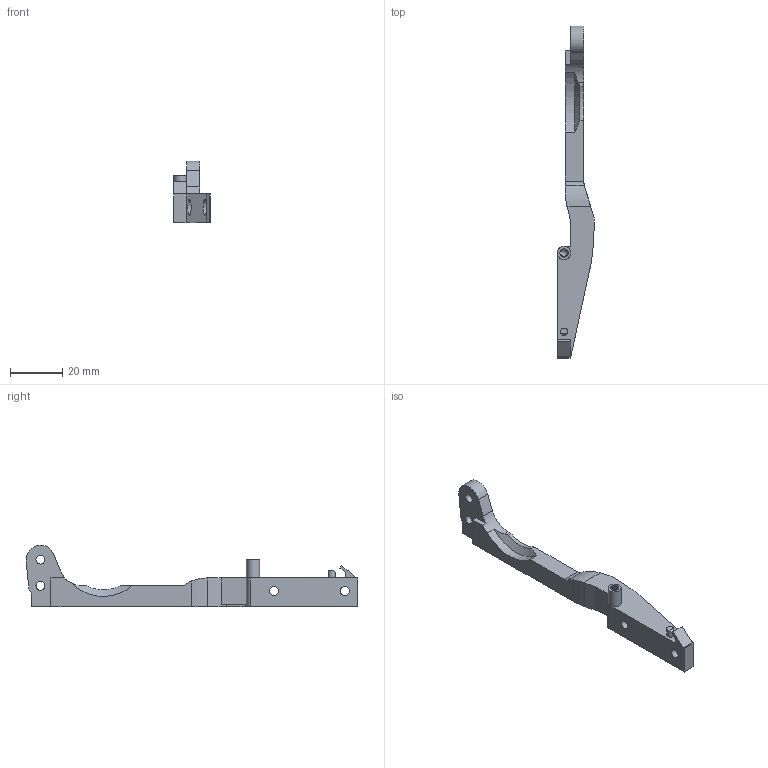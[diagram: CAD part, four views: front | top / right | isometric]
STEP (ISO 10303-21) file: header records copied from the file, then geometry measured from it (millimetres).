
FILE_DESCRIPTION(('FreeCAD Model'),'2;1');
FILE_NAME('Open CASCADE Shape Model','2024-04-21T16:37:12',(''),(''), 'Open CASCADE STEP processor 7.6','FreeCAD','Unknown');
FILE_SCHEMA(('AUTOMOTIVE_DESIGN { 1 0 10303 214 1 1 1 1 }'));
Length unit declared in the file: millimetre
Products named in the file (1): Pocket053032719
Bounding box: 14.08 x 126.49 x 23.5 mm (x, y, z)
Volume: 10126.7 mm3; surface area: 5689.8 mm2
Topology: 1 solids, 1 shells, 194 faces, 448 edges, 256 vertices
Faces by surface type: bspline 99, cylinder 55, plane 33, cone 7
Full cylindrical faces by diameter (mm): 2.52 x31, 2.7 x1, 3.4 x4, 5 x1, 6.1 x1
Entity records: 30960 total; most frequent: CARTESIAN_POINT 23142, DIRECTION 1002, ORIENTED_EDGE 894, PCURVE 894, DEFINITIONAL_REPRESENTATION 894, LINE 626, VECTOR 626, B_SPLINE_CURVE_WITH_KNOTS 588
